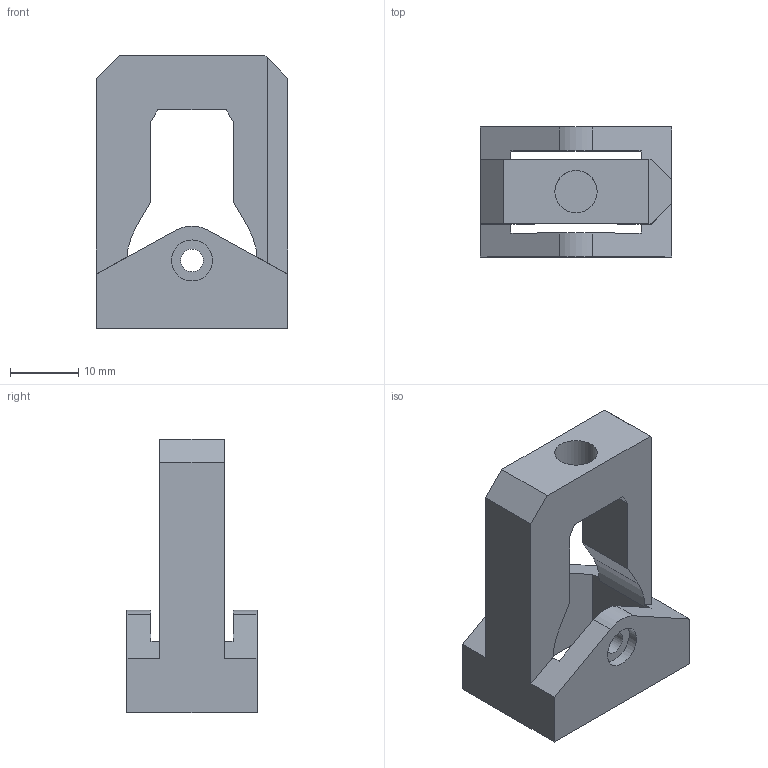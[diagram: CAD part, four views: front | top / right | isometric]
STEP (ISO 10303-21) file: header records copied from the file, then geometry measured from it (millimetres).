
FILE_DESCRIPTION(('FreeCAD Model'),'2;1');
FILE_NAME('x-axis-belt-tensioner.stp','2014-11-10T15:49:47',('FreeCAD'),('FreeCAD'), 'Open CASCADE STEP processor 6.7','FreeCAD','Unknown');
FILE_SCHEMA(('AUTOMOTIVE_DESIGN_CC2 { 1 2 10303 214 -1 1 5 4 }'));
Length unit declared in the file: millimetre
Products named in the file (1): x-axis-belt-tensioner-final
Bounding box: 28 x 19 x 40 mm (x, y, z)
Volume: 7730.3 mm3; surface area: 4795 mm2
Topology: 1 solids, 1 shells, 44 faces, 126 edges, 84 vertices
Faces by surface type: plane 36, cylinder 8
Full cylindrical faces by diameter (mm): 3.3 x2, 6 x1, 6.2 x1
Entity records: 3097 total; most frequent: CARTESIAN_POINT 583, DIRECTION 448, LINE 318, VECTOR 318, ORIENTED_EDGE 252, PCURVE 252, DEFINITIONAL_REPRESENTATION 252, EDGE_CURVE 126
